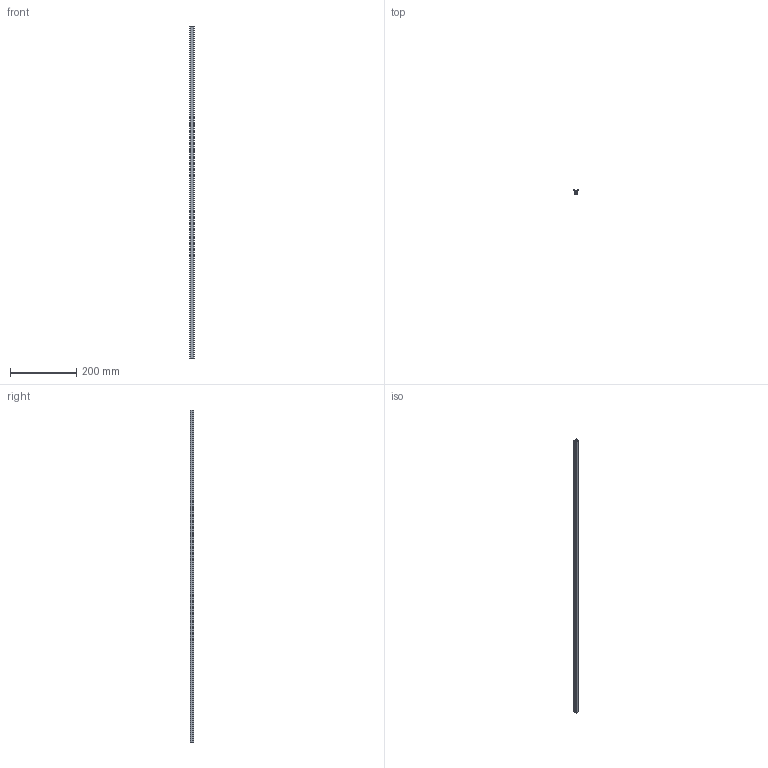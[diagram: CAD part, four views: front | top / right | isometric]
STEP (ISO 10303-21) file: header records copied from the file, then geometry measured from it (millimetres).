
FILE_DESCRIPTION(/* description */ (''),/* implementation_level */ '2;1');
FILE_NAME(/* name */ '80040_KriTec_Einfassprofil_10_PE_schwarz.stp',/* time_stamp */ '2015-09-16T14:35:42+02:00',/* author */ ('kostic'),/* organization */ (''),/* preprocessor_version */ 'ST-DEVELOPER v15.2',/* originating_system */ 'Autodesk Inventor 2014',/* authorisation */ '');
FILE_SCHEMA (('CONFIG_CONTROL_DESIGN'));
Length unit declared in the file: millimetre
Products named in the file (1): 80040_KriTec_Einfassprofil_10_PE_schwarz
Bounding box: 12.8 x 12 x 1000 mm (x, y, z)
Volume: 60057.3 mm3; surface area: 72808.6 mm2
Topology: 1 solids, 1 shells, 44 faces, 126 edges, 84 vertices
Faces by surface type: plane 38, cylinder 6
Entity records: 1446 total; most frequent: CARTESIAN_POINT 255, ORIENTED_EDGE 252, DIRECTION 228, EDGE_CURVE 126, LINE 114, VECTOR 114, VERTEX_POINT 84, AXIS2_PLACEMENT_3D 57
